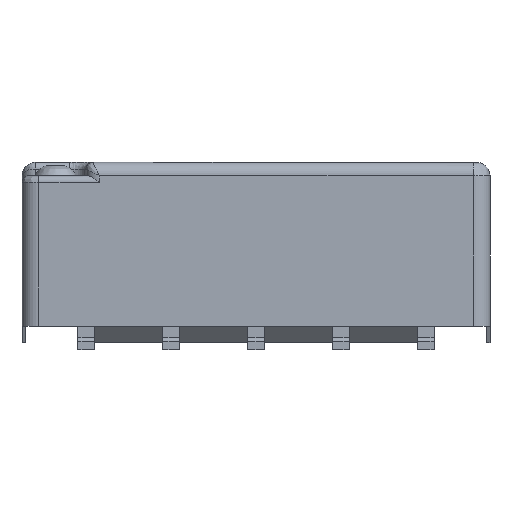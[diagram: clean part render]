
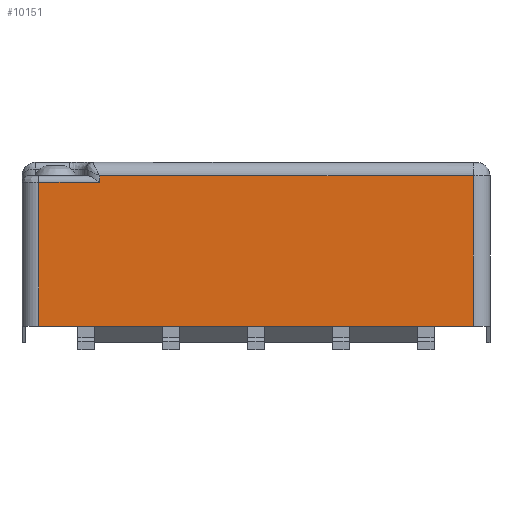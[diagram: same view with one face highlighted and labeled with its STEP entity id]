
A CAD part, front view. The second image highlights one B-rep face of the part: STEP entity #10151.
In plain terms, the highlighted planar face has unit normal (0, -1, 0).
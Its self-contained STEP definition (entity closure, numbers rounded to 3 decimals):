
#155 = CARTESIAN_POINT ( 'NONE',  ( -4.68, -4.5, 5.6 ) ) ;
#1121 = DIRECTION ( 'NONE',  ( -1., 0., 0. ) ) ;
#1352 = LINE ( 'NONE', #155, #15669 ) ;
#2163 = VERTEX_POINT ( 'NONE', #2641 ) ;
#2203 = EDGE_CURVE ( 'NONE', #2163, #15490, #1352, .T. ) ;
#2234 = CARTESIAN_POINT ( 'NONE',  ( -6.5, -4.5, 5.6 ) ) ;
#2641 = CARTESIAN_POINT ( 'NONE',  ( -4.68, -4.5, 5. ) ) ;
#2763 = ORIENTED_EDGE ( 'NONE', *, *, #2203, .F. ) ;
#2863 = CARTESIAN_POINT ( 'NONE',  ( -6.5, -4.5, 5.2 ) ) ;
#3004 = VERTEX_POINT ( 'NONE', #7921 ) ;
#3440 = FACE_OUTER_BOUND ( 'NONE', #12120, .T. ) ;
#3460 = CARTESIAN_POINT ( 'NONE',  ( 6.5, -4.5, 0.7 ) ) ;
#3650 = CARTESIAN_POINT ( 'NONE',  ( -6.5, -4.5, 0.7 ) ) ;
#3746 = ORIENTED_EDGE ( 'NONE', *, *, #4412, .F. ) ;
#3775 = VECTOR ( 'NONE', #15224, 1000. ) ;
#3841 = CARTESIAN_POINT ( 'NONE',  ( -6.5, -4.5, 5. ) ) ;
#4244 = ORIENTED_EDGE ( 'NONE', *, *, #12554, .F. ) ;
#4412 = EDGE_CURVE ( 'NONE', #10481, #4483, #9617, .T. ) ;
#4483 = VERTEX_POINT ( 'NONE', #5466 ) ;
#4834 = DIRECTION ( 'NONE',  ( 0., 0., 1. ) ) ;
#5110 = DIRECTION ( 'NONE',  ( 0., 0., 1. ) ) ;
#5211 = DIRECTION ( 'NONE',  ( 1., 0., 0. ) ) ;
#5466 = CARTESIAN_POINT ( 'NONE',  ( -6.5, -4.5, 5. ) ) ;
#5644 = EDGE_CURVE ( 'NONE', #3004, #6118, #9794, .T. ) ;
#6118 = VERTEX_POINT ( 'NONE', #3460 ) ;
#6307 = EDGE_CURVE ( 'NONE', #6118, #10481, #7237, .T. ) ;
#7237 = LINE ( 'NONE', #12232, #12496 ) ;
#7460 = LINE ( 'NONE', #2863, #14588 ) ;
#7669 = DIRECTION ( 'NONE',  ( 0., 0., -1. ) ) ;
#7697 = LINE ( 'NONE', #3841, #3775 ) ;
#7921 = CARTESIAN_POINT ( 'NONE',  ( 6.5, -4.5, 5.2 ) ) ;
#9583 = ORIENTED_EDGE ( 'NONE', *, *, #15964, .F. ) ;
#9617 = LINE ( 'NONE', #16051, #15498 ) ;
#9790 = ORIENTED_EDGE ( 'NONE', *, *, #5644, .F. ) ;
#9794 = LINE ( 'NONE', #13886, #14789 ) ;
#10151 = ADVANCED_FACE ( 'NONE', ( #3440 ), #13351, .F. ) ;
#10481 = VERTEX_POINT ( 'NONE', #3650 ) ;
#11128 = DIRECTION ( 'NONE',  ( 0., 1., 0. ) ) ;
#12040 = ORIENTED_EDGE ( 'NONE', *, *, #6307, .F. ) ;
#12120 = EDGE_LOOP ( 'NONE', ( #4244, #3746, #12040, #9790, #9583, #2763 ) ) ;
#12232 = CARTESIAN_POINT ( 'NONE',  ( -6.5, -4.5, 0.7 ) ) ;
#12496 = VECTOR ( 'NONE', #1121, 1000. ) ;
#12554 = EDGE_CURVE ( 'NONE', #4483, #2163, #7697, .T. ) ;
#12667 = CARTESIAN_POINT ( 'NONE',  ( -4.68, -4.5, 5.2 ) ) ;
#13351 = PLANE ( 'NONE',  #14151 ) ;
#13886 = CARTESIAN_POINT ( 'NONE',  ( 6.5, -4.5, 5.6 ) ) ;
#14151 = AXIS2_PLACEMENT_3D ( 'NONE', #2234, #11128, #5110 ) ;
#14588 = VECTOR ( 'NONE', #5211, 1000. ) ;
#14789 = VECTOR ( 'NONE', #7669, 1000. ) ;
#15074 = DIRECTION ( 'NONE',  ( 0., 0., 1. ) ) ;
#15224 = DIRECTION ( 'NONE',  ( 1., 0., 0. ) ) ;
#15490 = VERTEX_POINT ( 'NONE', #12667 ) ;
#15498 = VECTOR ( 'NONE', #4834, 1000. ) ;
#15669 = VECTOR ( 'NONE', #15074, 1000. ) ;
#15964 = EDGE_CURVE ( 'NONE', #15490, #3004, #7460, .T. ) ;
#16051 = CARTESIAN_POINT ( 'NONE',  ( -6.5, -4.5, 5.6 ) ) ;
